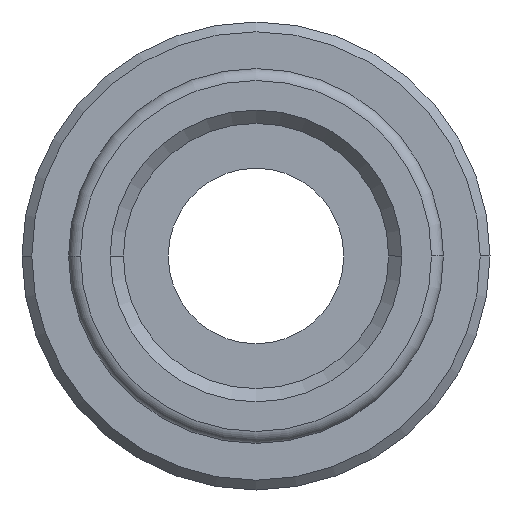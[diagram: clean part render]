
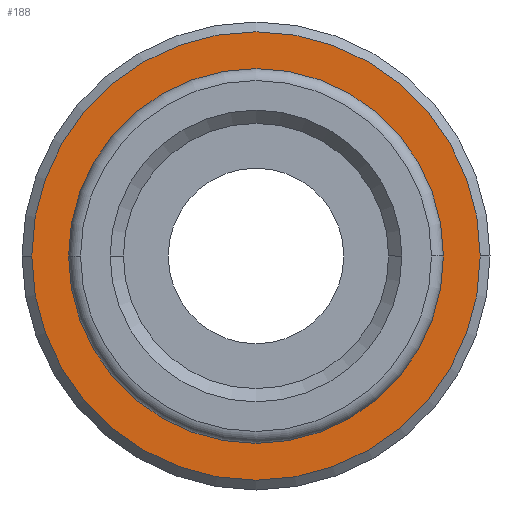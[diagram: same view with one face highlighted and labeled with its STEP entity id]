
A CAD part, front view. The second image highlights one B-rep face of the part: STEP entity #188.
In plain terms, the highlighted planar face has unit normal (0, -1, 0).
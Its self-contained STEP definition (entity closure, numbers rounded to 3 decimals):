
#188=ADVANCED_FACE('',(#379,#380),#381,.T.);
#379=FACE_BOUND('',#566,.T.);
#380=FACE_OUTER_BOUND('',#567,.T.);
#381=PLANE('',#568);
#566=EDGE_LOOP('',(#1013,#1014));
#567=EDGE_LOOP('',(#1015,#1016));
#568=AXIS2_PLACEMENT_3D('',#1017,#1018,#1019);
#1013=ORIENTED_EDGE('',*,*,#1178,.T.);
#1014=ORIENTED_EDGE('',*,*,#1207,.T.);
#1015=ORIENTED_EDGE('',*,*,#1224,.F.);
#1016=ORIENTED_EDGE('',*,*,#1087,.F.);
#1017=CARTESIAN_POINT('',(-5.75,3.6,0.));
#1018=DIRECTION('',(0.,-1.0,0.));
#1019=DIRECTION('',(1.0,0.,0.));
#1087=EDGE_CURVE('',#1289,#1284,#1291,.T.);
#1178=EDGE_CURVE('',#1421,#1419,#1422,.T.);
#1207=EDGE_CURVE('',#1419,#1421,#1451,.T.);
#1224=EDGE_CURVE('',#1284,#1289,#1468,.T.);
#1284=VERTEX_POINT('',#1536);
#1289=VERTEX_POINT('',#1542);
#1291=CIRCLE('',#1545,11.5);
#1419=VERTEX_POINT('',#1695);
#1421=VERTEX_POINT('',#1698);
#1422=CIRCLE('',#1699,9.0);
#1451=CIRCLE('',#1737,9.0);
#1468=CIRCLE('',#1758,11.5);
#1536=CARTESIAN_POINT('',(-11.5,3.6,0.));
#1542=CARTESIAN_POINT('',(11.5,3.6,0.));
#1545=AXIS2_PLACEMENT_3D('',#1827,#1828,#1829);
#1695=CARTESIAN_POINT('',(-9.0,3.6,0.));
#1698=CARTESIAN_POINT('',(9.0,3.6,0.0));
#1699=AXIS2_PLACEMENT_3D('',#1985,#1986,#1987);
#1737=AXIS2_PLACEMENT_3D('',#2018,#2019,#2020);
#1758=AXIS2_PLACEMENT_3D('',#2025,#2026,#2027);
#1827=CARTESIAN_POINT('',(0.0,3.6,0.0));
#1828=DIRECTION('',(0.0,1.0,0.0));
#1829=DIRECTION('',(-1.0,0.0,0.));
#1985=CARTESIAN_POINT('',(0.0,3.6,0.0));
#1986=DIRECTION('',(0.,1.0,0.));
#1987=DIRECTION('',(-1.0,0.,0.));
#2018=CARTESIAN_POINT('',(0.0,3.6,0.0));
#2019=DIRECTION('',(0.,1.0,0.));
#2020=DIRECTION('',(-1.0,0.,0.));
#2025=CARTESIAN_POINT('',(0.0,3.6,0.0));
#2026=DIRECTION('',(0.0,1.0,0.0));
#2027=DIRECTION('',(-1.0,0.0,0.));
